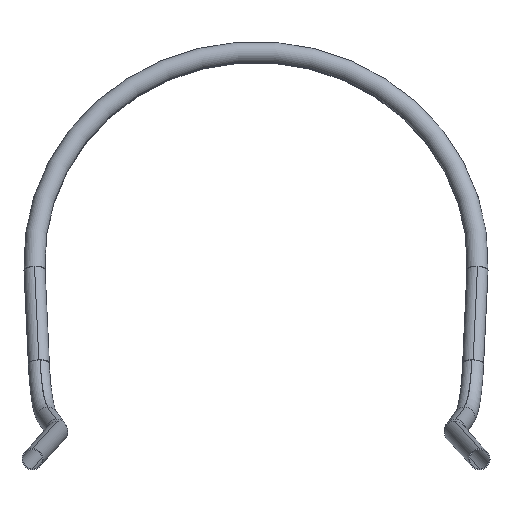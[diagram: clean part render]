
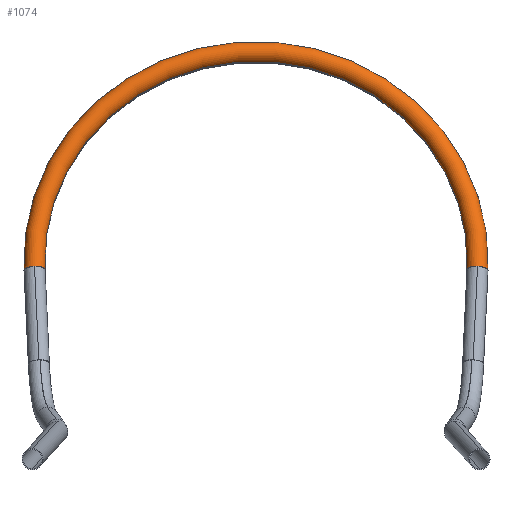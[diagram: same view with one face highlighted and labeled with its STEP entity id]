
A CAD part, front view. The second image highlights one B-rep face of the part: STEP entity #1074.
In plain terms, the highlighted toroidal (fillet/blend) face has major radius 262.9 mm and minor radius 12.5 mm.
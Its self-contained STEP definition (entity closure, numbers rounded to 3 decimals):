
#15 = EDGE_CURVE ( 'NONE', #178, #542, #1557, .T. ) ;
#19 = AXIS2_PLACEMENT_3D ( 'NONE', #258, #1218, #1356 ) ;
#32 = DIRECTION ( 'NONE',  ( -0.105, -0.934, 0.342 ) ) ;
#36 = AXIS2_PLACEMENT_3D ( 'NONE', #706, #1511, #32 ) ;
#93 = DIRECTION ( 'NONE',  ( 0., -0.339, -0.941 ) ) ;
#107 = EDGE_CURVE ( 'NONE', #1639, #178, #1035, .T. ) ;
#113 = ORIENTED_EDGE ( 'NONE', *, *, #15, .F. ) ;
#154 = FACE_OUTER_BOUND ( 'NONE', #304, .T. ) ;
#170 = CIRCLE ( 'NONE', #19, 275.4 ) ;
#178 = VERTEX_POINT ( 'NONE', #1267 ) ;
#249 = CARTESIAN_POINT ( 'NONE',  ( 527.65, 643.428, 224.577 ) ) ;
#258 = CARTESIAN_POINT ( 'NONE',  ( 265., 647.321, 235.363 ) ) ;
#304 = EDGE_LOOP ( 'NONE', ( #523, #653, #113, #683, #753, #428 ) ) ;
#364 = VERTEX_POINT ( 'NONE', #1538 ) ;
#385 = DIRECTION ( 'NONE',  ( 0.105, -0.934, 0.342 ) ) ;
#415 = DIRECTION ( 'NONE',  ( 0.105, -0.934, 0.342 ) ) ;
#428 = ORIENTED_EDGE ( 'NONE', *, *, #761, .T. ) ;
#456 = CARTESIAN_POINT ( 'NONE',  ( 14.838, 643.613, 225.09 ) ) ;
#480 = CARTESIAN_POINT ( 'NONE',  ( 265., 647.321, 235.363 ) ) ;
#504 = EDGE_CURVE ( 'NONE', #886, #364, #983, .T. ) ;
#523 = ORIENTED_EDGE ( 'NONE', *, *, #504, .T. ) ;
#541 = AXIS2_PLACEMENT_3D ( 'NONE', #1016, #1292, #758 ) ;
#542 = VERTEX_POINT ( 'NONE', #1154 ) ;
#614 = DIRECTION ( 'NONE',  ( -0.105, -0.934, 0.342 ) ) ;
#631 = AXIS2_PLACEMENT_3D ( 'NONE', #249, #1725, #614 ) ;
#640 = CARTESIAN_POINT ( 'NONE',  ( 527.65, 631.67, 228.82 ) ) ;
#653 = ORIENTED_EDGE ( 'NONE', *, *, #656, .T. ) ;
#656 = EDGE_CURVE ( 'NONE', #364, #542, #170, .T. ) ;
#672 = CARTESIAN_POINT ( 'NONE',  ( 2.35, 643.428, 224.577 ) ) ;
#683 = ORIENTED_EDGE ( 'NONE', *, *, #107, .F. ) ;
#706 = CARTESIAN_POINT ( 'NONE',  ( 527.65, 643.428, 224.577 ) ) ;
#753 = ORIENTED_EDGE ( 'NONE', *, *, #1328, .F. ) ;
#758 = DIRECTION ( 'NONE',  ( 0., -0.339, -0.941 ) ) ;
#761 = EDGE_CURVE ( 'NONE', #1460, #886, #1585, .T. ) ;
#886 = VERTEX_POINT ( 'NONE', #640 ) ;
#940 = AXIS2_PLACEMENT_3D ( 'NONE', #672, #1478, #415 ) ;
#976 = CIRCLE ( 'NONE', #541, 250.4 ) ;
#983 = CIRCLE ( 'NONE', #631, 12.5 ) ;
#1016 = CARTESIAN_POINT ( 'NONE',  ( 265., 647.321, 235.363 ) ) ;
#1035 = CIRCLE ( 'NONE', #940, 12.5 ) ;
#1074 = ADVANCED_FACE ( 'NONE', ( #154 ), #1546, .T. ) ;
#1115 = AXIS2_PLACEMENT_3D ( 'NONE', #1714, #1469, #385 ) ;
#1154 = CARTESIAN_POINT ( 'NONE',  ( -10.138, 643.243, 224.064 ) ) ;
#1164 = DIRECTION ( 'NONE',  ( 0., -0.941, 0.339 ) ) ;
#1218 = DIRECTION ( 'NONE',  ( 0., -0.941, 0.339 ) ) ;
#1222 = CARTESIAN_POINT ( 'NONE',  ( 515.162, 643.613, 225.09 ) ) ;
#1230 = AXIS2_PLACEMENT_3D ( 'NONE', #480, #1164, #93 ) ;
#1267 = CARTESIAN_POINT ( 'NONE',  ( 2.35, 631.67, 228.82 ) ) ;
#1292 = DIRECTION ( 'NONE',  ( 0., -0.941, 0.339 ) ) ;
#1328 = EDGE_CURVE ( 'NONE', #1460, #1639, #976, .T. ) ;
#1356 = DIRECTION ( 'NONE',  ( 0., -0.339, -0.941 ) ) ;
#1460 = VERTEX_POINT ( 'NONE', #1222 ) ;
#1469 = DIRECTION ( 'NONE',  ( 0.044, -0.339, -0.94 ) ) ;
#1478 = DIRECTION ( 'NONE',  ( 0.044, -0.339, -0.94 ) ) ;
#1511 = DIRECTION ( 'NONE',  ( 0.044, 0.339, 0.94 ) ) ;
#1538 = CARTESIAN_POINT ( 'NONE',  ( 540.138, 643.243, 224.064 ) ) ;
#1546 = TOROIDAL_SURFACE ( 'NONE', #1230, 262.9, 12.5 ) ;
#1557 = CIRCLE ( 'NONE', #1115, 12.5 ) ;
#1585 = CIRCLE ( 'NONE', #36, 12.5 ) ;
#1639 = VERTEX_POINT ( 'NONE', #456 ) ;
#1714 = CARTESIAN_POINT ( 'NONE',  ( 2.35, 643.428, 224.577 ) ) ;
#1725 = DIRECTION ( 'NONE',  ( 0.044, 0.339, 0.94 ) ) ;
